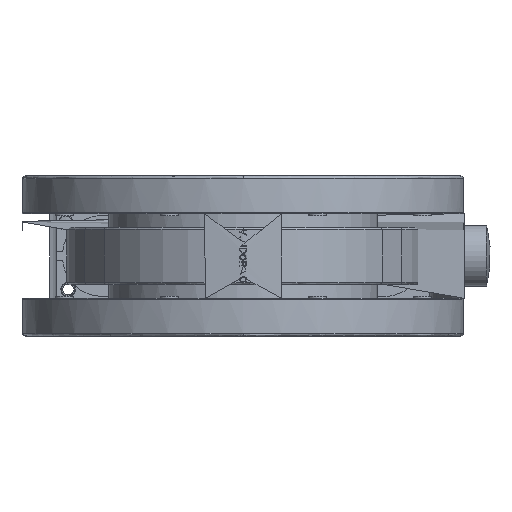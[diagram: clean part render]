
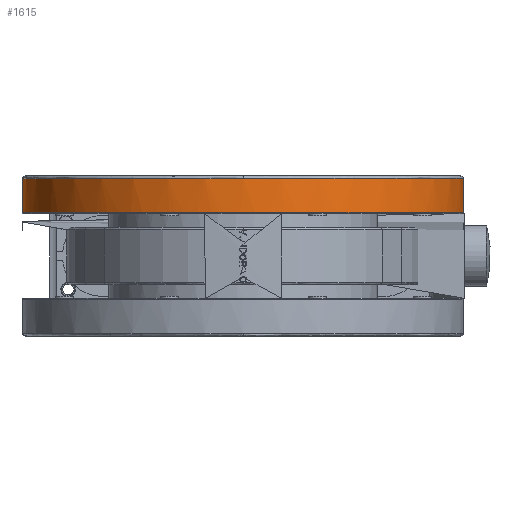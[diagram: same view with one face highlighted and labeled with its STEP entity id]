
A CAD part, front view. The second image highlights one B-rep face of the part: STEP entity #1615.
In plain terms, the highlighted cylindrical face has radius 82.5 mm (diameter 165 mm), a partial arc.
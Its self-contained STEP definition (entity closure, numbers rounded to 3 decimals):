
#98 = AXIS2_PLACEMENT_3D ( 'NONE', #4858, #18448, #6827 ) ;
#1304 = CARTESIAN_POINT ( 'NONE',  ( -74.154, -240.06, 16.1 ) ) ;
#1468 = CARTESIAN_POINT ( 'NONE',  ( 74.154, -240.06, 16.1 ) ) ;
#1554 = CARTESIAN_POINT ( 'NONE',  ( -10.799, -285.468, 16.1 ) ) ;
#1615 = ADVANCED_FACE ( 'NONE', ( #17360 ), #23169, .F. ) ;
#1678 = VERTEX_POINT ( 'NONE', #15607 ) ;
#1795 = ORIENTED_EDGE ( 'NONE', *, *, #25204, .F. ) ;
#2439 = ORIENTED_EDGE ( 'NONE', *, *, #18946, .F. ) ;
#2873 = ORIENTED_EDGE ( 'NONE', *, *, #19584, .T. ) ;
#3191 = CARTESIAN_POINT ( 'NONE',  ( 82.5, -203.5, 16.1 ) ) ;
#3267 = CARTESIAN_POINT ( 'NONE',  ( -79.861, -224.891, 16.1 ) ) ;
#3319 = EDGE_CURVE ( 'NONE', #7897, #18736, #18777, .T. ) ;
#3447 = CARTESIAN_POINT ( 'NONE',  ( 65.596, -253.824, 16.1 ) ) ;
#3528 = CARTESIAN_POINT ( 'NONE',  ( -26.583, -281.786, 16.1 ) ) ;
#4409 = DIRECTION ( 'NONE',  ( 0., 0., -1. ) ) ;
#4411 = AXIS2_PLACEMENT_3D ( 'NONE', #15343, #23214, #11527 ) ;
#4426 = ORIENTED_EDGE ( 'NONE', *, *, #18223, .F. ) ;
#4600 = CIRCLE ( 'NONE', #13931, 82.5 ) ;
#4716 = VERTEX_POINT ( 'NONE', #23940 ) ;
#4858 = CARTESIAN_POINT ( 'NONE',  ( 0., -203.5, 29. ) ) ;
#5172 = VECTOR ( 'NONE', #20242, 1000. ) ;
#5212 = CARTESIAN_POINT ( 'NONE',  ( -82.5, -208.9, 16.1 ) ) ;
#5381 = CARTESIAN_POINT ( 'NONE',  ( 54.518, -265.654, 16.1 ) ) ;
#5466 = CARTESIAN_POINT ( 'NONE',  ( -41.345, -275.096, 16.1 ) ) ;
#6675 = CARTESIAN_POINT ( 'NONE',  ( 82.5, -203.5, 30. ) ) ;
#6827 = DIRECTION ( 'NONE',  ( -1., 0., 0. ) ) ;
#7352 = CARTESIAN_POINT ( 'NONE',  ( 41.345, -275.096, 16.1 ) ) ;
#7434 = CARTESIAN_POINT ( 'NONE',  ( -54.518, -265.654, 16.1 ) ) ;
#7897 = VERTEX_POINT ( 'NONE', #16881 ) ;
#9294 = CARTESIAN_POINT ( 'NONE',  ( 26.583, -281.786, 16.1 ) ) ;
#9378 = CARTESIAN_POINT ( 'NONE',  ( -65.596, -253.824, 16.1 ) ) ;
#9617 = CARTESIAN_POINT ( 'NONE',  ( -71.596, -244.845, 16.1 ) ) ;
#9729 = LINE ( 'NONE', #6675, #5172 ) ;
#11125 = CARTESIAN_POINT ( 'NONE',  ( 81.968, -214.299, 16.1 ) ) ;
#11209 = CARTESIAN_POINT ( 'NONE',  ( 10.799, -285.468, 16.1 ) ) ;
#11527 = DIRECTION ( 'NONE',  ( -1., 0., 0. ) ) ;
#12689 = LINE ( 'NONE', #24514, #22452 ) ;
#12847 = DIRECTION ( 'NONE',  ( 0., 0., -1. ) ) ;
#13089 = CARTESIAN_POINT ( 'NONE',  ( 78.286, -230.083, 16.1 ) ) ;
#13173 = CARTESIAN_POINT ( 'NONE',  ( -5.4, -286., 16.1 ) ) ;
#13931 = AXIS2_PLACEMENT_3D ( 'NONE', #16014, #4409, #17986 ) ;
#14784 = CARTESIAN_POINT ( 'NONE',  ( -82.5, -203.5, 29. ) ) ;
#14855 = CARTESIAN_POINT ( 'NONE',  ( -78.286, -230.083, 16.1 ) ) ;
#15027 = CARTESIAN_POINT ( 'NONE',  ( 71.596, -244.845, 16.1 ) ) ;
#15114 = CARTESIAN_POINT ( 'NONE',  ( -21.391, -283.361, 16.1 ) ) ;
#15343 = CARTESIAN_POINT ( 'NONE',  ( 0., -203.5, 30. ) ) ;
#15607 = CARTESIAN_POINT ( 'NONE',  ( 0., -286., 29. ) ) ;
#16014 = CARTESIAN_POINT ( 'NONE',  ( 0., -203.5, 29. ) ) ;
#16827 = CARTESIAN_POINT ( 'NONE',  ( -81.968, -214.299, 16.1 ) ) ;
#16881 = CARTESIAN_POINT ( 'NONE',  ( 82.5, -203.5, 16.1 ) ) ;
#17000 = CARTESIAN_POINT ( 'NONE',  ( 62.154, -258.018, 16.1 ) ) ;
#17084 = CARTESIAN_POINT ( 'NONE',  ( -36.56, -277.654, 16.1 ) ) ;
#17360 = FACE_OUTER_BOUND ( 'NONE', #24379, .T. ) ;
#17986 = DIRECTION ( 'NONE',  ( -1., 0., 0. ) ) ;
#18223 = EDGE_CURVE ( 'NONE', #4716, #1678, #24085, .T. ) ;
#18448 = DIRECTION ( 'NONE',  ( 0., 0., -1. ) ) ;
#18736 = VERTEX_POINT ( 'NONE', #19009 ) ;
#18777 = B_SPLINE_CURVE_WITH_KNOTS ( 'NONE', 3,
 ( #3191, #22805, #11125, #24757, #13089, #1468, #15027, #3447, #17000, #5381, #18970, #7352, #20940, #9294, #22886, #11209, #24841, #13173, #1554, #15114, #3528, #17084, #5466, #19056, #7434, #21026, #9378, #9617, #1304, #14855, #3267, #16827, #5212, #18794 ),
 .UNSPECIFIED., .F., .F.,
 ( 4, 2, 2, 2, 2, 2, 2, 2, 2, 2, 2, 2, 2, 2, 2, 2, 4 ),
 ( 0., 0.062, 0.125, 0.187, 0.25, 0.312, 0.375, 0.437, 0.5, 0.562, 0.625, 0.687, 0.75, 0.812, 0.875, 0.937, 1. ),
 .UNSPECIFIED. ) ;
#18794 = CARTESIAN_POINT ( 'NONE',  ( -82.5, -203.5, 16.1 ) ) ;
#18946 = EDGE_CURVE ( 'NONE', #1678, #25232, #4600, .T. ) ;
#18970 = CARTESIAN_POINT ( 'NONE',  ( 50.324, -269.096, 16.1 ) ) ;
#19009 = CARTESIAN_POINT ( 'NONE',  ( -82.5, -203.5, 16.1 ) ) ;
#19056 = CARTESIAN_POINT ( 'NONE',  ( -50.324, -269.096, 16.1 ) ) ;
#19584 = EDGE_CURVE ( 'NONE', #4716, #7897, #9729, .T. ) ;
#20242 = DIRECTION ( 'NONE',  ( 0., 0., -1. ) ) ;
#20940 = CARTESIAN_POINT ( 'NONE',  ( 36.56, -277.654, 16.1 ) ) ;
#21026 = CARTESIAN_POINT ( 'NONE',  ( -62.154, -258.018, 16.1 ) ) ;
#22452 = VECTOR ( 'NONE', #12847, 1000. ) ;
#22805 = CARTESIAN_POINT ( 'NONE',  ( 82.5, -208.9, 16.1 ) ) ;
#22886 = CARTESIAN_POINT ( 'NONE',  ( 21.391, -283.361, 16.1 ) ) ;
#23169 = CYLINDRICAL_SURFACE ( 'NONE', #4411, 82.5 ) ;
#23214 = DIRECTION ( 'NONE',  ( 0., 0., -1. ) ) ;
#23681 = ORIENTED_EDGE ( 'NONE', *, *, #3319, .T. ) ;
#23940 = CARTESIAN_POINT ( 'NONE',  ( 82.5, -203.5, 29. ) ) ;
#24085 = CIRCLE ( 'NONE', #98, 82.5 ) ;
#24379 = EDGE_LOOP ( 'NONE', ( #4426, #2873, #23681, #1795, #2439 ) ) ;
#24514 = CARTESIAN_POINT ( 'NONE',  ( -82.5, -203.5, 30. ) ) ;
#24757 = CARTESIAN_POINT ( 'NONE',  ( 79.861, -224.891, 16.1 ) ) ;
#24841 = CARTESIAN_POINT ( 'NONE',  ( 5.4, -286., 16.1 ) ) ;
#25204 = EDGE_CURVE ( 'NONE', #25232, #18736, #12689, .T. ) ;
#25232 = VERTEX_POINT ( 'NONE', #14784 ) ;
